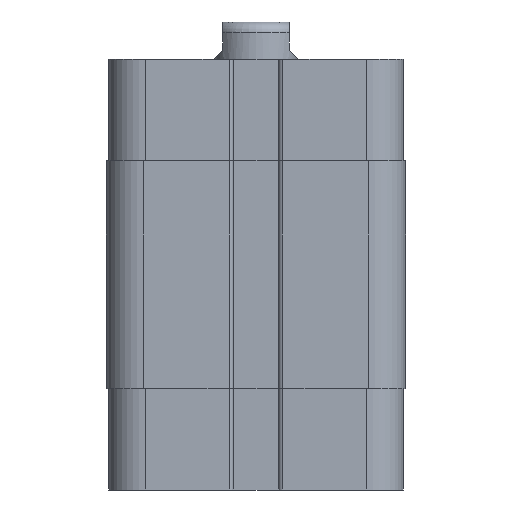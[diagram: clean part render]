
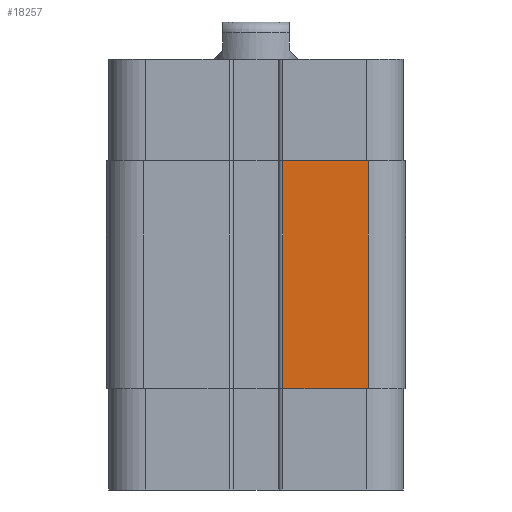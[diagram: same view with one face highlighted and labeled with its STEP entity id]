
A CAD part, front view. The second image highlights one B-rep face of the part: STEP entity #18257.
In plain terms, the highlighted planar face has unit normal (0, -1, 0).
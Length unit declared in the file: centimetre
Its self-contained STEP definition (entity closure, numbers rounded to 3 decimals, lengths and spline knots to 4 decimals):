
#589=PLANE($,#18786);
#1559=FACE_OUTER_BOUND($,#2634,.T.);
#2634=EDGE_LOOP($,(#16389,#16390,#16391,#16392));
#3846=LINE($,#37225,#5137);
#3907=LINE($,#37410,#5198);
#3926=LINE($,#37473,#5217);
#3927=LINE($,#37475,#5218);
#5137=VECTOR($,#20776,1.03);
#5198=VECTOR($,#20965,1.03);
#5217=VECTOR($,#21022,2.75);
#5218=VECTOR($,#21025,2.75);
#8296=VERTEX_POINT($,#37222);
#8297=VERTEX_POINT($,#37224);
#8356=VERTEX_POINT($,#37407);
#8357=VERTEX_POINT($,#37409);
#10953=EDGE_CURVE($,#8297,#8296,#3846,.T.);
#11046=EDGE_CURVE($,#8357,#8356,#3907,.T.);
#11078=EDGE_CURVE($,#8356,#8297,#3926,.T.);
#11079=EDGE_CURVE($,#8357,#8296,#3927,.T.);
#16389=ORIENTED_EDGE($,*,*,#10953,.T.);
#16390=ORIENTED_EDGE($,*,*,#11079,.F.);
#16391=ORIENTED_EDGE($,*,*,#11046,.T.);
#16392=ORIENTED_EDGE($,*,*,#11078,.T.);
#18257=ADVANCED_FACE($,(#1559),#589,.T.);
#18786=AXIS2_PLACEMENT_3D($,#37474,#21023,#21024);
#20776=DIRECTION($,(-1.,0.,0.));
#20965=DIRECTION($,(1.,0.,0.));
#21022=DIRECTION($,(0.,0.,1.));
#21023=DIRECTION('center_axis',(0.,-1.,0.));
#21024=DIRECTION('ref_axis',(1.,0.,0.));
#21025=DIRECTION($,(0.,0.,1.));
#37222=CARTESIAN_POINT('',(0.325,-1.805,3.975));
#37224=CARTESIAN_POINT('',(1.355,-1.805,3.975));
#37225=CARTESIAN_POINT($,(1.355,-1.805,3.975));
#37407=CARTESIAN_POINT('',(1.355,-1.805,1.225));
#37409=CARTESIAN_POINT('',(0.325,-1.805,1.225));
#37410=CARTESIAN_POINT($,(0.325,-1.805,1.225));
#37473=CARTESIAN_POINT($,(1.355,-1.805,1.225));
#37474=CARTESIAN_POINT('Origin',(1.355,-1.805,11.9));
#37475=CARTESIAN_POINT($,(0.325,-1.805,1.225));
